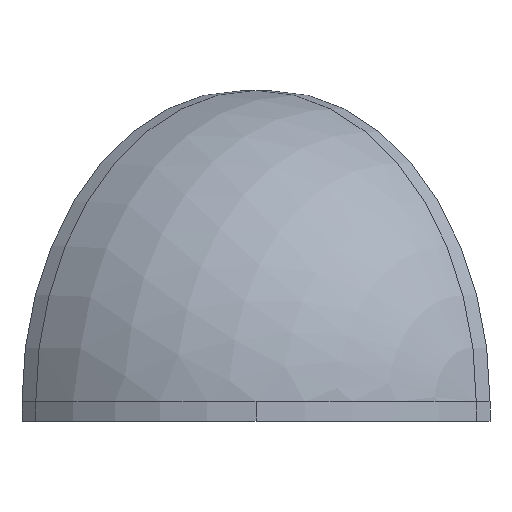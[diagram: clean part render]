
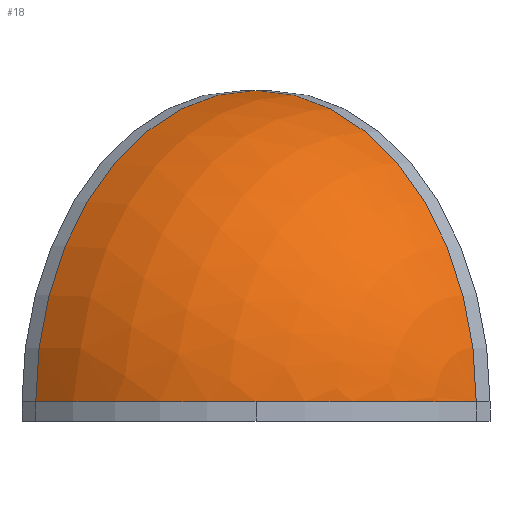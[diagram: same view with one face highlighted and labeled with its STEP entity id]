
A CAD part, top view. The second image highlights one B-rep face of the part: STEP entity #18.
In plain terms, the highlighted spherical face has radius 50.8 mm.
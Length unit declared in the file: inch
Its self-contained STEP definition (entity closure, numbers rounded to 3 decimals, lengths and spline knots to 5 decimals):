
#17 = ORIENTED_EDGE ( 'NONE', *, *, #600, .T. ) ;
#18 = ADVANCED_FACE ( 'NONE', ( #183 ), #374, .T. ) ;
#43 = EDGE_LOOP ( 'NONE', ( #270, #17, #128, #300 ) ) ;
#82 = CIRCLE ( 'NONE', #426, 2. ) ;
#90 = CARTESIAN_POINT ( 'NONE',  ( 1.41421, -1.32583, 0.08839 ) ) ;
#107 = DIRECTION ( 'NONE',  ( 0.707, 0., -0.707 ) ) ;
#126 = CIRCLE ( 'NONE', #302, 2. ) ;
#128 = ORIENTED_EDGE ( 'NONE', *, *, #611, .T. ) ;
#131 = EDGE_CURVE ( 'NONE', #266, #540, #629, .T. ) ;
#162 = AXIS2_PLACEMENT_3D ( 'NONE', #577, #523, #276 ) ;
#176 = CARTESIAN_POINT ( 'NONE',  ( -1.41421, -1.32583, 0.08839 ) ) ;
#183 = FACE_OUTER_BOUND ( 'NONE', #43, .T. ) ;
#188 = DIRECTION ( 'NONE',  ( 0., 1., 0. ) ) ;
#193 = CARTESIAN_POINT ( 'NONE',  ( 0., -1.32583, 0.67417 ) ) ;
#225 = DIRECTION ( 'NONE',  ( 0., 1., 0. ) ) ;
#227 = CARTESIAN_POINT ( 'NONE',  ( 0., -1.32583, -1.32583 ) ) ;
#254 = AXIS2_PLACEMENT_3D ( 'NONE', #622, #188, #624 ) ;
#266 = VERTEX_POINT ( 'NONE', #193 ) ;
#270 = ORIENTED_EDGE ( 'NONE', *, *, #329, .F. ) ;
#275 = DIRECTION ( 'NONE',  ( 0.707, 0., 0.707 ) ) ;
#276 = DIRECTION ( 'NONE',  ( 0.707, 0., -0.707 ) ) ;
#281 = CARTESIAN_POINT ( 'NONE',  ( 0., 0.67417, -1.32583 ) ) ;
#282 = CIRCLE ( 'NONE', #529, 2. ) ;
#300 = ORIENTED_EDGE ( 'NONE', *, *, #131, .T. ) ;
#302 = AXIS2_PLACEMENT_3D ( 'NONE', #521, #275, #524 ) ;
#329 = EDGE_CURVE ( 'NONE', #538, #540, #82, .T. ) ;
#374 = SPHERICAL_SURFACE ( 'NONE', #162, 2. ) ;
#400 = DIRECTION ( 'NONE',  ( 0.707, 0., 0.707 ) ) ;
#426 = AXIS2_PLACEMENT_3D ( 'NONE', #451, #107, #400 ) ;
#451 = CARTESIAN_POINT ( 'NONE',  ( 0., -1.32583, -1.32583 ) ) ;
#521 = CARTESIAN_POINT ( 'NONE',  ( 0., -1.32583, -1.32583 ) ) ;
#523 = DIRECTION ( 'NONE',  ( -0.707, 0., -0.707 ) ) ;
#524 = DIRECTION ( 'NONE',  ( -0.707, 0., 0.707 ) ) ;
#529 = AXIS2_PLACEMENT_3D ( 'NONE', #227, #225, #620 ) ;
#538 = VERTEX_POINT ( 'NONE', #281 ) ;
#540 = VERTEX_POINT ( 'NONE', #90 ) ;
#554 = VERTEX_POINT ( 'NONE', #176 ) ;
#577 = CARTESIAN_POINT ( 'NONE',  ( 0., -1.32583, -1.32583 ) ) ;
#600 = EDGE_CURVE ( 'NONE', #538, #554, #126, .T. ) ;
#611 = EDGE_CURVE ( 'NONE', #554, #266, #282, .T. ) ;
#620 = DIRECTION ( 'NONE',  ( 0., 0., 1. ) ) ;
#622 = CARTESIAN_POINT ( 'NONE',  ( 0., -1.32583, -1.32583 ) ) ;
#624 = DIRECTION ( 'NONE',  ( 0., 0., 1. ) ) ;
#629 = CIRCLE ( 'NONE', #254, 2. ) ;
